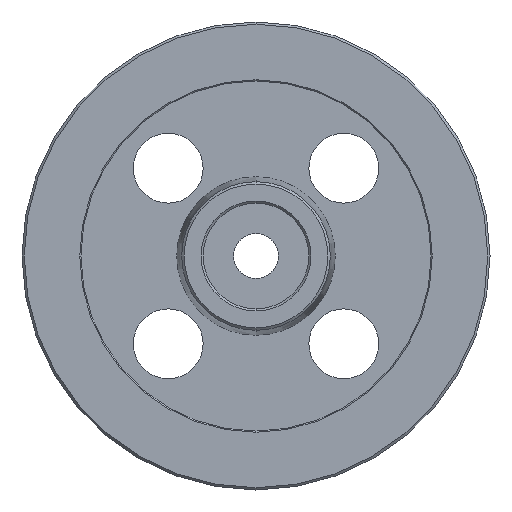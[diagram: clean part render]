
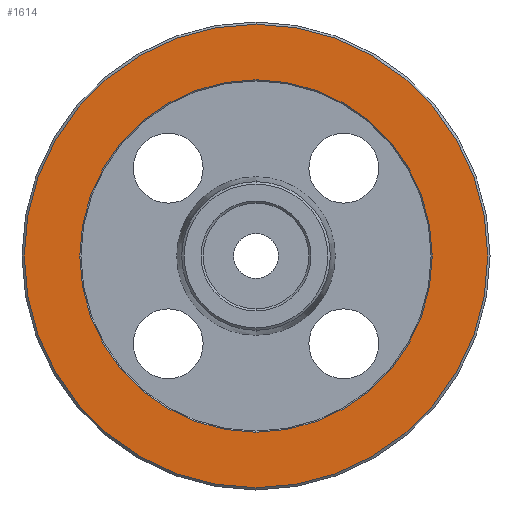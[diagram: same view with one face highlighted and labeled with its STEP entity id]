
A CAD part, left-side view. The second image highlights one B-rep face of the part: STEP entity #1614.
In plain terms, the highlighted planar face has unit normal (-1, 0, 0).
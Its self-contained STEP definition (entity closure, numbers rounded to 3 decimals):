
#14 = DIRECTION ( 'NONE',  ( -1., 0., 0. ) ) ;
#63 = AXIS2_PLACEMENT_3D ( 'NONE', #2465, #2481, #1316 ) ;
#176 = VERTEX_POINT ( 'NONE', #1207 ) ;
#181 = AXIS2_PLACEMENT_3D ( 'NONE', #2264, #910, #269 ) ;
#269 = DIRECTION ( 'NONE',  ( 0., 0., 1. ) ) ;
#319 = CIRCLE ( 'NONE', #1825, 103.25 ) ;
#340 = CARTESIAN_POINT ( 'NONE',  ( 3., 0., 0. ) ) ;
#497 = VERTEX_POINT ( 'NONE', #2464 ) ;
#548 = DIRECTION ( 'NONE',  ( -1., 0., 0. ) ) ;
#640 = ORIENTED_EDGE ( 'NONE', *, *, #1355, .T. ) ;
#676 = ORIENTED_EDGE ( 'NONE', *, *, #1260, .T. ) ;
#725 = ORIENTED_EDGE ( 'NONE', *, *, #2298, .T. ) ;
#797 = DIRECTION ( 'NONE',  ( 0., 0., 1. ) ) ;
#884 = DIRECTION ( 'NONE',  ( 0., 0., 1. ) ) ;
#898 = CARTESIAN_POINT ( 'NONE',  ( 3., 0., 0. ) ) ;
#910 = DIRECTION ( 'NONE',  ( -1., 0., 0. ) ) ;
#1207 = CARTESIAN_POINT ( 'NONE',  ( 3., 0., -103.25 ) ) ;
#1260 = EDGE_CURVE ( 'NONE', #2100, #176, #319, .T. ) ;
#1281 = CARTESIAN_POINT ( 'NONE',  ( 3., 0., 103.25 ) ) ;
#1305 = DIRECTION ( 'NONE',  ( 1., 0., 0. ) ) ;
#1316 = DIRECTION ( 'NONE',  ( 0., 0., 1. ) ) ;
#1355 = EDGE_CURVE ( 'NONE', #176, #2100, #2540, .T. ) ;
#1402 = CARTESIAN_POINT ( 'NONE',  ( 3., 0., 0. ) ) ;
#1417 = VERTEX_POINT ( 'NONE', #1594 ) ;
#1483 = ORIENTED_EDGE ( 'NONE', *, *, #2235, .T. ) ;
#1594 = CARTESIAN_POINT ( 'NONE',  ( 3., 0., -78.5 ) ) ;
#1614 = ADVANCED_FACE ( 'NONE', ( #1664, #2354 ), #1681, .T. ) ;
#1664 = FACE_BOUND ( 'NONE', #2487, .T. ) ;
#1681 = PLANE ( 'NONE',  #181 ) ;
#1694 = EDGE_LOOP ( 'NONE', ( #640, #676 ) ) ;
#1825 = AXIS2_PLACEMENT_3D ( 'NONE', #340, #548, #1917 ) ;
#1917 = DIRECTION ( 'NONE',  ( 0., 0., 1. ) ) ;
#2100 = VERTEX_POINT ( 'NONE', #1281 ) ;
#2141 = CIRCLE ( 'NONE', #63, 78.5 ) ;
#2200 = CIRCLE ( 'NONE', #2542, 78.5 ) ;
#2235 = EDGE_CURVE ( 'NONE', #497, #1417, #2141, .T. ) ;
#2264 = CARTESIAN_POINT ( 'NONE',  ( 3., 34.15, 0. ) ) ;
#2293 = AXIS2_PLACEMENT_3D ( 'NONE', #1402, #14, #797 ) ;
#2298 = EDGE_CURVE ( 'NONE', #1417, #497, #2200, .T. ) ;
#2354 = FACE_OUTER_BOUND ( 'NONE', #1694, .T. ) ;
#2464 = CARTESIAN_POINT ( 'NONE',  ( 3., 0., 78.5 ) ) ;
#2465 = CARTESIAN_POINT ( 'NONE',  ( 3., 0., 0. ) ) ;
#2481 = DIRECTION ( 'NONE',  ( 1., 0., 0. ) ) ;
#2487 = EDGE_LOOP ( 'NONE', ( #1483, #725 ) ) ;
#2540 = CIRCLE ( 'NONE', #2293, 103.25 ) ;
#2542 = AXIS2_PLACEMENT_3D ( 'NONE', #898, #1305, #884 ) ;
